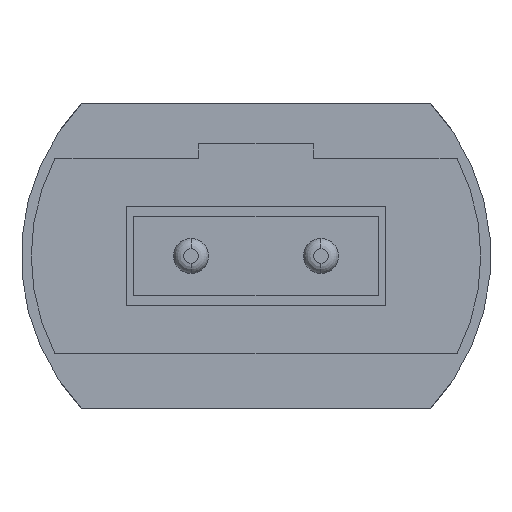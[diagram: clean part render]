
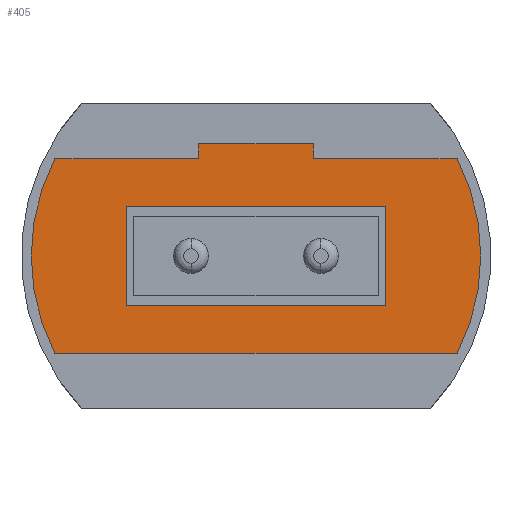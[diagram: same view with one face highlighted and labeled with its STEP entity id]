
A CAD part, front view. The second image highlights one B-rep face of the part: STEP entity #405.
In plain terms, the highlighted face is planar.
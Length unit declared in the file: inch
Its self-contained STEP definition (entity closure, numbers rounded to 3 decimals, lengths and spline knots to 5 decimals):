
#62 = DIRECTION ( 'NONE',  ( 0., 0., 1. ) ) ;
#81 = DIRECTION ( 'NONE',  ( 0., 0., -1. ) ) ;
#95 = VERTEX_POINT ( 'NONE', #2211 ) ;
#249 = ORIENTED_EDGE ( 'NONE', *, *, #952, .F. ) ;
#252 = AXIS2_PLACEMENT_3D ( 'NONE', #819, #2902, #2206 ) ;
#269 = CARTESIAN_POINT ( 'NONE',  ( -0.0575, 1.29, 0.1125 ) ) ;
#288 = VECTOR ( 'NONE', #3363, 39.37008 ) ;
#302 = CARTESIAN_POINT ( 'NONE',  ( -0.20126, 1.29, 0.0975 ) ) ;
#306 = DIRECTION ( 'NONE',  ( 1., 0., 0. ) ) ;
#316 = DIRECTION ( 'NONE',  ( 0., 0., 1. ) ) ;
#353 = LINE ( 'NONE', #640, #1779 ) ;
#405 = ADVANCED_FACE ( 'NONE', ( #1758, #544 ), #4109, .T. ) ;
#429 = ORIENTED_EDGE ( 'NONE', *, *, #558, .F. ) ;
#439 = VECTOR ( 'NONE', #3203, 39.37008 ) ;
#493 = ORIENTED_EDGE ( 'NONE', *, *, #2022, .T. ) ;
#503 = CARTESIAN_POINT ( 'NONE',  ( 0.13, 1.29, 0.05 ) ) ;
#508 = ORIENTED_EDGE ( 'NONE', *, *, #2148, .F. ) ;
#544 = FACE_OUTER_BOUND ( 'NONE', #3320, .T. ) ;
#558 = EDGE_CURVE ( 'NONE', #95, #3638, #3968, .T. ) ;
#631 = CARTESIAN_POINT ( 'NONE',  ( 0.20126, 1.29, -0.0975 ) ) ;
#640 = CARTESIAN_POINT ( 'NONE',  ( 0.20126, 1.29, 0.0975 ) ) ;
#643 = CARTESIAN_POINT ( 'NONE',  ( -0.13, 1.29, 0.05 ) ) ;
#665 = CARTESIAN_POINT ( 'NONE',  ( 0.0575, 1.29, 0.1125 ) ) ;
#719 = LINE ( 'NONE', #3547, #2941 ) ;
#729 = CARTESIAN_POINT ( 'NONE',  ( 0.13, 1.29, -0.05 ) ) ;
#811 = ORIENTED_EDGE ( 'NONE', *, *, #2777, .T. ) ;
#819 = CARTESIAN_POINT ( 'NONE',  ( -0.0129, 1.29, 0. ) ) ;
#863 = AXIS2_PLACEMENT_3D ( 'NONE', #1217, #3564, #316 ) ;
#952 = EDGE_CURVE ( 'NONE', #1383, #95, #4161, .T. ) ;
#1032 = AXIS2_PLACEMENT_3D ( 'NONE', #4049, #1749, #62 ) ;
#1042 = VECTOR ( 'NONE', #4183, 39.37008 ) ;
#1055 = DIRECTION ( 'NONE',  ( -1., 0., 0. ) ) ;
#1072 = ORIENTED_EDGE ( 'NONE', *, *, #4215, .F. ) ;
#1095 = VECTOR ( 'NONE', #3052, 39.37008 ) ;
#1100 = CIRCLE ( 'NONE', #252, 0.2121 ) ;
#1199 = CARTESIAN_POINT ( 'NONE',  ( 0.13, 1.29, -0.05 ) ) ;
#1217 = CARTESIAN_POINT ( 'NONE',  ( 0.0129, 1.29, 0. ) ) ;
#1383 = VERTEX_POINT ( 'NONE', #503 ) ;
#1400 = CARTESIAN_POINT ( 'NONE',  ( -0.0575, 1.29, 0.1125 ) ) ;
#1403 = ORIENTED_EDGE ( 'NONE', *, *, #3176, .F. ) ;
#1434 = CARTESIAN_POINT ( 'NONE',  ( 0.20126, 1.29, 0.0975 ) ) ;
#1475 = CARTESIAN_POINT ( 'NONE',  ( 0.20126, 1.29, 0.0975 ) ) ;
#1497 = ORIENTED_EDGE ( 'NONE', *, *, #2002, .T. ) ;
#1541 = DIRECTION ( 'NONE',  ( -1., 0., 0. ) ) ;
#1643 = VERTEX_POINT ( 'NONE', #643 ) ;
#1646 = CARTESIAN_POINT ( 'NONE',  ( -0.13, 1.29, -0.05 ) ) ;
#1653 = LINE ( 'NONE', #1646, #288 ) ;
#1678 = CIRCLE ( 'NONE', #863, 0.2121 ) ;
#1695 = CARTESIAN_POINT ( 'NONE',  ( -0.0575, 1.29, 0.0975 ) ) ;
#1749 = DIRECTION ( 'NONE',  ( 0., 1., 0. ) ) ;
#1758 = FACE_BOUND ( 'NONE', #1878, .T. ) ;
#1779 = VECTOR ( 'NONE', #4343, 39.37008 ) ;
#1814 = VERTEX_POINT ( 'NONE', #1695 ) ;
#1878 = EDGE_LOOP ( 'NONE', ( #249, #3222, #1403, #429 ) ) ;
#1996 = VECTOR ( 'NONE', #2101, 39.37008 ) ;
#2002 = EDGE_CURVE ( 'NONE', #2031, #2683, #2991, .T. ) ;
#2022 = EDGE_CURVE ( 'NONE', #4012, #2031, #2618, .T. ) ;
#2031 = VERTEX_POINT ( 'NONE', #3829 ) ;
#2101 = DIRECTION ( 'NONE',  ( 1., 0., 0. ) ) ;
#2103 = LINE ( 'NONE', #3535, #1042 ) ;
#2111 = EDGE_CURVE ( 'NONE', #4344, #3177, #1100, .T. ) ;
#2148 = EDGE_CURVE ( 'NONE', #4012, #3021, #719, .T. ) ;
#2206 = DIRECTION ( 'NONE',  ( 0., 0., 1. ) ) ;
#2211 = CARTESIAN_POINT ( 'NONE',  ( 0.13, 1.29, -0.05 ) ) ;
#2270 = CARTESIAN_POINT ( 'NONE',  ( -0.13, 1.29, -0.05 ) ) ;
#2316 = EDGE_CURVE ( 'NONE', #2683, #3152, #1678, .T. ) ;
#2394 = EDGE_CURVE ( 'NONE', #3177, #1814, #353, .T. ) ;
#2399 = CARTESIAN_POINT ( 'NONE',  ( -0.20126, 1.29, -0.0975 ) ) ;
#2568 = LINE ( 'NONE', #1400, #1095 ) ;
#2618 = LINE ( 'NONE', #4153, #3882 ) ;
#2639 = LINE ( 'NONE', #3653, #2740 ) ;
#2683 = VERTEX_POINT ( 'NONE', #1475 ) ;
#2740 = VECTOR ( 'NONE', #306, 39.37008 ) ;
#2777 = EDGE_CURVE ( 'NONE', #3152, #4344, #2103, .T. ) ;
#2902 = DIRECTION ( 'NONE',  ( 0., 1., 0. ) ) ;
#2941 = VECTOR ( 'NONE', #1541, 39.37008 ) ;
#2991 = LINE ( 'NONE', #1434, #1996 ) ;
#3021 = VERTEX_POINT ( 'NONE', #269 ) ;
#3052 = DIRECTION ( 'NONE',  ( 0., 0., -1. ) ) ;
#3152 = VERTEX_POINT ( 'NONE', #631 ) ;
#3176 = EDGE_CURVE ( 'NONE', #3638, #1643, #1653, .T. ) ;
#3177 = VERTEX_POINT ( 'NONE', #302 ) ;
#3203 = DIRECTION ( 'NONE',  ( 0., 0., -1. ) ) ;
#3222 = ORIENTED_EDGE ( 'NONE', *, *, #3285, .F. ) ;
#3285 = EDGE_CURVE ( 'NONE', #1643, #1383, #2639, .T. ) ;
#3320 = EDGE_LOOP ( 'NONE', ( #3911, #811, #3796, #4179, #1072, #508, #493, #1497 ) ) ;
#3363 = DIRECTION ( 'NONE',  ( 0., 0., 1. ) ) ;
#3535 = CARTESIAN_POINT ( 'NONE',  ( 0.20126, 1.29, -0.0975 ) ) ;
#3547 = CARTESIAN_POINT ( 'NONE',  ( -0.0575, 1.29, 0.1125 ) ) ;
#3564 = DIRECTION ( 'NONE',  ( 0., 1., 0. ) ) ;
#3638 = VERTEX_POINT ( 'NONE', #2270 ) ;
#3653 = CARTESIAN_POINT ( 'NONE',  ( 0.13, 1.29, 0.05 ) ) ;
#3796 = ORIENTED_EDGE ( 'NONE', *, *, #2111, .T. ) ;
#3829 = CARTESIAN_POINT ( 'NONE',  ( 0.0575, 1.29, 0.0975 ) ) ;
#3882 = VECTOR ( 'NONE', #81, 39.37008 ) ;
#3911 = ORIENTED_EDGE ( 'NONE', *, *, #2316, .T. ) ;
#3968 = LINE ( 'NONE', #729, #4226 ) ;
#4012 = VERTEX_POINT ( 'NONE', #665 ) ;
#4049 = CARTESIAN_POINT ( 'NONE',  ( 0.0129, 1.29, 0. ) ) ;
#4109 = PLANE ( 'NONE',  #1032 ) ;
#4153 = CARTESIAN_POINT ( 'NONE',  ( 0.0575, 1.29, 0.1125 ) ) ;
#4161 = LINE ( 'NONE', #1199, #439 ) ;
#4179 = ORIENTED_EDGE ( 'NONE', *, *, #2394, .T. ) ;
#4183 = DIRECTION ( 'NONE',  ( -1., 0., 0. ) ) ;
#4215 = EDGE_CURVE ( 'NONE', #3021, #1814, #2568, .T. ) ;
#4226 = VECTOR ( 'NONE', #1055, 39.37008 ) ;
#4343 = DIRECTION ( 'NONE',  ( 1., 0., 0. ) ) ;
#4344 = VERTEX_POINT ( 'NONE', #2399 ) ;
